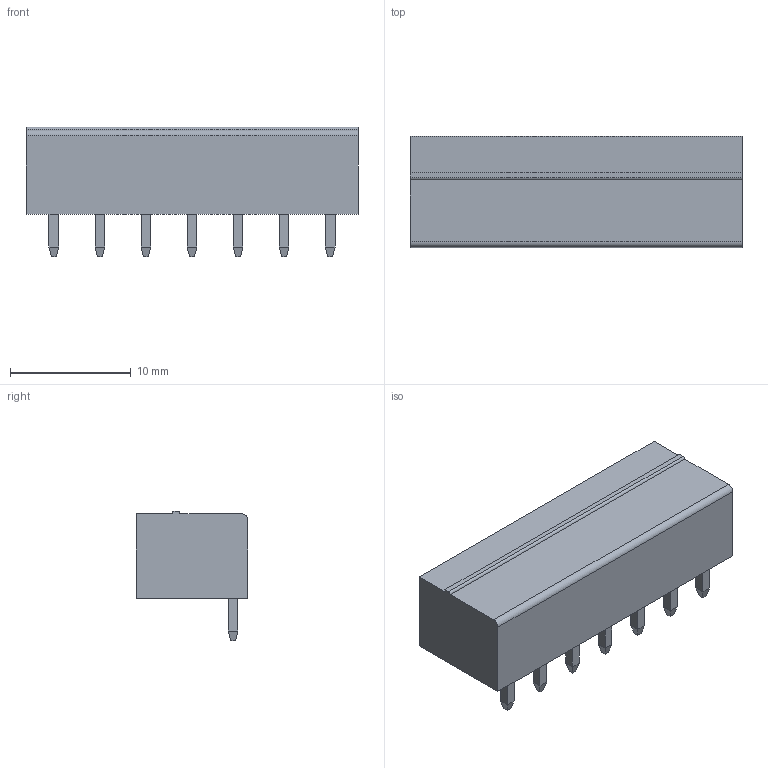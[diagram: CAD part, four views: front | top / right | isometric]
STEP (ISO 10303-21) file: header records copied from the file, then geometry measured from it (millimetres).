
FILE_DESCRIPTION(('FreeCAD Model'),'2;1');
FILE_NAME('Open CASCADE Shape Model','2024-11-10T21:21:02',(''),(''), 'Open CASCADE STEP processor 7.6','FreeCAD','Unknown');
FILE_SCHEMA(('AUTOMOTIVE_DESIGN { 1 0 10303 214 1 1 1 1 }'));
Length unit declared in the file: millimetre
Products named in the file (1): CUI_DEVICES_TBP02R1-381-07BE
Bounding box: 27.46 x 9.2 x 10.7 mm (x, y, z)
Volume: 1047.7 mm3; surface area: 2186.1 mm2
Topology: 1 solids, 1 shells, 277 faces, 685 edges, 438 vertices
Faces by surface type: plane 240, cylinder 37
Entity records: 9977 total; most frequent: CARTESIAN_POINT 1401, ORIENTED_EDGE 1370, DIRECTION 1315, EDGE_CURVE 685, LINE 611, VECTOR 611, VERTEX_POINT 438, AXIS2_PLACEMENT_3D 352
